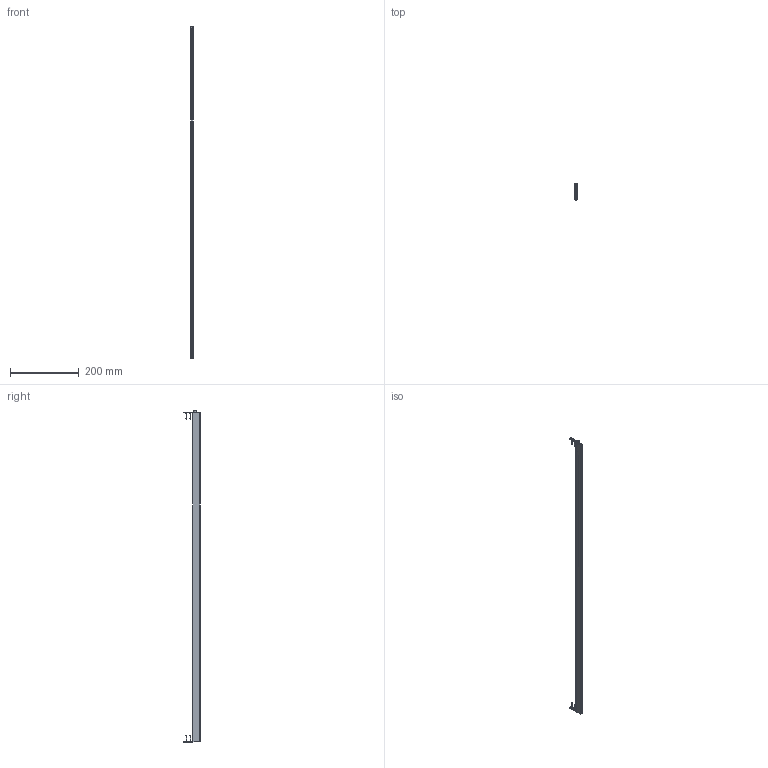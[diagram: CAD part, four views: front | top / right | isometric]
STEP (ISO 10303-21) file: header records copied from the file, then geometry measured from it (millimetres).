
FILE_DESCRIPTION (( 'STEP AP203' ), '1' );
FILE_NAME ('TW960.STEP', '2025-03-07T10:01:30', ( '' ), ( '' ), 'SwSTEP 2.0', 'SolidWorks 2023', '' );
FILE_SCHEMA (( 'CONFIG_CONTROL_DESIGN' ));
Length unit declared in the file: millimetre
Products named in the file (6): Betätigungsteil_TW; Innengeometrie_TW; TW960; Haltewinkel_Haltewinkel TW; Schraube 3x20_01; Aussengehäuse_TW_960
Assembly tree (9 placements, depth 2):
  TW960
    Aussengehäuse_TW_960
    Innengeometrie_TW
    Betätigungsteil_TW
    Haltewinkel_Haltewinkel TW  x2
    Schraube 3x20_01  x4
Bounding box: 8.2 x 48.23 x 967 mm (x, y, z)
Volume: 108459.5 mm3; surface area: 172542.4 mm2
Topology: 24 solids, 24 shells, 1175 faces, 3265 edges, 2164 vertices
Faces by surface type: plane 540, bspline 520, cylinder 89, cone 24, torus 2
Entity records: 47241 total; most frequent: CARTESIAN_POINT 26857, ORIENTED_EDGE 4836, DIRECTION 2614, EDGE_CURVE 2418, VERTEX_POINT 1609, VECTOR 1500, LINE 1500, EDGE_LOOP 967
